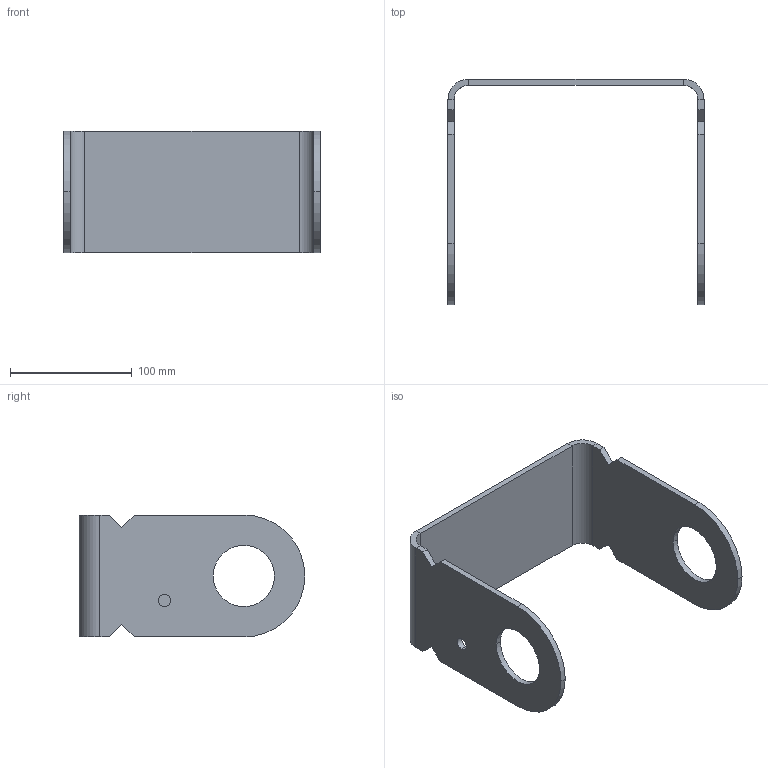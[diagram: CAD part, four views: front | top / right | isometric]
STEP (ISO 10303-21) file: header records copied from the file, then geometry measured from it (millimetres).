
FILE_DESCRIPTION (( 'STEP AP214' ), '1' );
FILE_NAME ('Bracket.STEP', '2025-01-18T10:57:55', ( '' ), ( '' ), 'SwSTEP 2.0', 'SolidWorks 2024', '' );
FILE_SCHEMA (( 'AUTOMOTIVE_DESIGN' ));
Length unit declared in the file: millimetre
Products named in the file (1): Bracket
Bounding box: 210 x 185 x 100 mm (x, y, z)
Volume: 245845.5 mm3; surface area: 106387.5 mm2
Topology: 1 solids, 1 shells, 42 faces, 104 edges, 64 vertices
Faces by surface type: plane 28, cylinder 14
Entity records: 1263 total; most frequent: DIRECTION 218, CARTESIAN_POINT 211, ORIENTED_EDGE 208, EDGE_CURVE 104, VECTOR 76, LINE 76, AXIS2_PLACEMENT_3D 71, VERTEX_POINT 64
